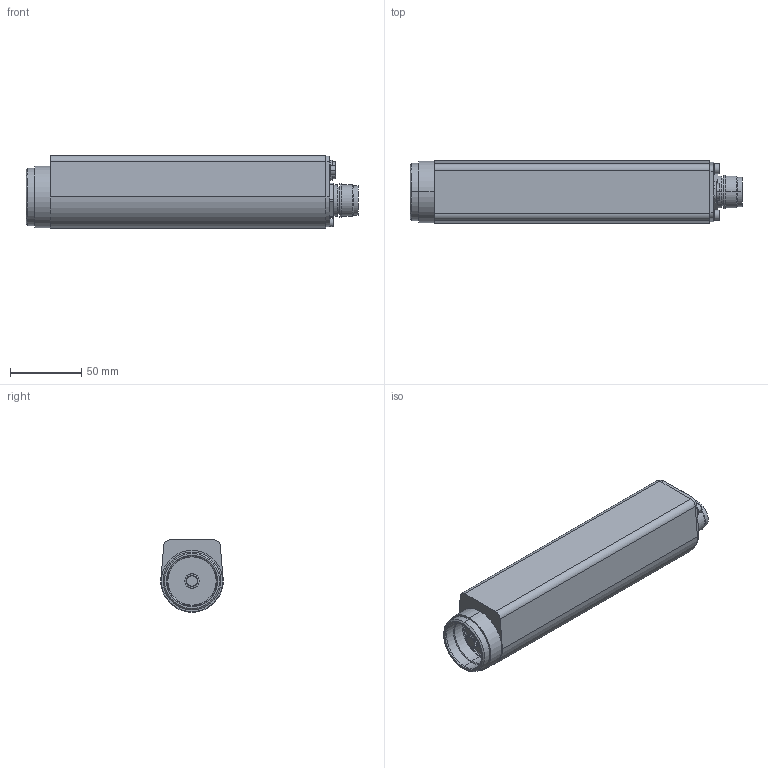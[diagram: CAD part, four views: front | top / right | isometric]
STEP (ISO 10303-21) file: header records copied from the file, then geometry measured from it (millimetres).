
FILE_DESCRIPTION((''),'2;1');
FILE_NAME('EC_303_FINAL_SW0001','2010-01-12T',('dim2mt'),(''),'PRO/ENGINEER BY PARAMETRIC TECHNOLOGY CORPORATION, 2006020','PRO/ENGINEER BY PARAMETRIC TECHNOLOGY CORPORATION, 2006020','');
FILE_SCHEMA(('AUTOMOTIVE_DESIGN_CC2 { 1 2 10303 214 -1 1 5 2 }'));
Length unit declared in the file: millimetre
Products named in the file (1): EC_303_FINAL_SW0001
Bounding box: 233.3 x 44 x 51 mm (x, y, z)
Volume: 398709.8 mm3; surface area: 43011.1 mm2
Topology: 1 solids, 1 shells, 240 faces, 626 edges, 399 vertices
Faces by surface type: plane 102, cylinder 78, cone 50, torus 10
Entity records: 9047 total; most frequent: CARTESIAN_POINT 1515, DIRECTION 1300, ORIENTED_EDGE 1240, EDGE_CURVE 620, AXIS2_PLACEMENT_3D 486, VERTEX_POINT 399, VECTOR 328, LINE 328
